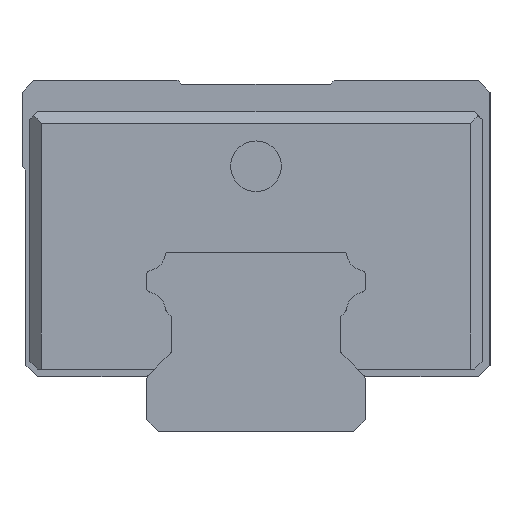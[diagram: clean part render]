
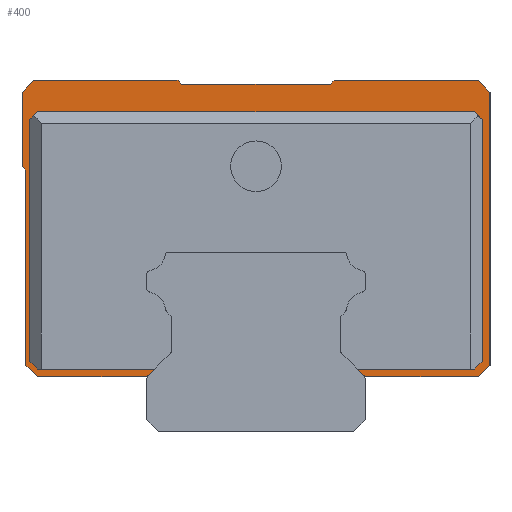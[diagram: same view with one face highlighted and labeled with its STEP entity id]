
A CAD part, left-side view. The second image highlights one B-rep face of the part: STEP entity #400.
In plain terms, the highlighted planar face has unit normal (-1, 0, 0).
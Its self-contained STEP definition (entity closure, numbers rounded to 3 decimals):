
#400=ADVANCED_FACE('',(#642),#556,.T.);
#556=PLANE('',#3141);
#642=FACE_OUTER_BOUND('',#770,.T.);
#770=EDGE_LOOP('',(#1101,#1102,#1103,#1104,#1105,#1106,#1107,#1108,#1109,
#1110,#1111,#1112,#1113,#1114,#1115,#1116,#1117,#1118,#1119,#1120,#1121,
#1122,#1123,#1124,#1125,#1126,#1127,#1128));
#963=CIRCLE('',#3139,0.7);
#964=CIRCLE('',#3140,0.7);
#1101=ORIENTED_EDGE('',*,*,#2339,.F.);
#1102=ORIENTED_EDGE('',*,*,#2340,.T.);
#1103=ORIENTED_EDGE('',*,*,#2341,.T.);
#1104=ORIENTED_EDGE('',*,*,#2342,.T.);
#1105=ORIENTED_EDGE('',*,*,#2343,.T.);
#1106=ORIENTED_EDGE('',*,*,#2344,.T.);
#1107=ORIENTED_EDGE('',*,*,#2345,.T.);
#1108=ORIENTED_EDGE('',*,*,#2346,.T.);
#1109=ORIENTED_EDGE('',*,*,#2347,.T.);
#1110=ORIENTED_EDGE('',*,*,#2348,.T.);
#1111=ORIENTED_EDGE('',*,*,#2349,.F.);
#1112=ORIENTED_EDGE('',*,*,#2350,.F.);
#1113=ORIENTED_EDGE('',*,*,#2351,.T.);
#1114=ORIENTED_EDGE('',*,*,#2352,.T.);
#1115=ORIENTED_EDGE('',*,*,#2353,.T.);
#1116=ORIENTED_EDGE('',*,*,#2354,.T.);
#1117=ORIENTED_EDGE('',*,*,#2355,.T.);
#1118=ORIENTED_EDGE('',*,*,#2356,.T.);
#1119=ORIENTED_EDGE('',*,*,#2357,.T.);
#1120=ORIENTED_EDGE('',*,*,#2358,.T.);
#1121=ORIENTED_EDGE('',*,*,#2359,.T.);
#1122=ORIENTED_EDGE('',*,*,#2360,.T.);
#1123=ORIENTED_EDGE('',*,*,#2361,.T.);
#1124=ORIENTED_EDGE('',*,*,#2362,.T.);
#1125=ORIENTED_EDGE('',*,*,#2363,.T.);
#1126=ORIENTED_EDGE('',*,*,#2364,.T.);
#1127=ORIENTED_EDGE('',*,*,#2365,.T.);
#1128=ORIENTED_EDGE('',*,*,#2366,.F.);
#2009=VERTEX_POINT('',#4152);
#2010=VERTEX_POINT('',#4153);
#2011=VERTEX_POINT('',#4155);
#2012=VERTEX_POINT('',#4157);
#2013=VERTEX_POINT('',#4159);
#2014=VERTEX_POINT('',#4161);
#2015=VERTEX_POINT('',#4163);
#2016=VERTEX_POINT('',#4165);
#2017=VERTEX_POINT('',#4167);
#2018=VERTEX_POINT('',#4169);
#2019=VERTEX_POINT('',#4171);
#2020=VERTEX_POINT('',#4173);
#2021=VERTEX_POINT('',#4175);
#2022=VERTEX_POINT('',#4177);
#2023=VERTEX_POINT('',#4179);
#2024=VERTEX_POINT('',#4181);
#2025=VERTEX_POINT('',#4183);
#2026=VERTEX_POINT('',#4185);
#2027=VERTEX_POINT('',#4187);
#2028=VERTEX_POINT('',#4189);
#2029=VERTEX_POINT('',#4191);
#2030=VERTEX_POINT('',#4193);
#2031=VERTEX_POINT('',#4195);
#2032=VERTEX_POINT('',#4197);
#2033=VERTEX_POINT('',#4199);
#2034=VERTEX_POINT('',#4201);
#2035=VERTEX_POINT('',#4203);
#2036=VERTEX_POINT('',#4205);
#2339=EDGE_CURVE('',#2009,#2010,#2799,.T.);
#2340=EDGE_CURVE('',#2009,#2011,#2800,.T.);
#2341=EDGE_CURVE('',#2011,#2012,#2801,.T.);
#2342=EDGE_CURVE('',#2012,#2013,#2802,.T.);
#2343=EDGE_CURVE('',#2013,#2014,#2803,.T.);
#2344=EDGE_CURVE('',#2014,#2015,#2804,.T.);
#2345=EDGE_CURVE('',#2015,#2016,#2805,.T.);
#2346=EDGE_CURVE('',#2016,#2017,#2806,.T.);
#2347=EDGE_CURVE('',#2017,#2018,#2807,.T.);
#2348=EDGE_CURVE('',#2018,#2019,#2808,.T.);
#2349=EDGE_CURVE('',#2020,#2019,#2809,.T.);
#2350=EDGE_CURVE('',#2021,#2020,#963,.T.);
#2351=EDGE_CURVE('',#2021,#2022,#2810,.T.);
#2352=EDGE_CURVE('',#2022,#2023,#2811,.T.);
#2353=EDGE_CURVE('',#2023,#2024,#2812,.T.);
#2354=EDGE_CURVE('',#2024,#2025,#2813,.T.);
#2355=EDGE_CURVE('',#2025,#2026,#2814,.T.);
#2356=EDGE_CURVE('',#2026,#2027,#2815,.T.);
#2357=EDGE_CURVE('',#2027,#2028,#2816,.T.);
#2358=EDGE_CURVE('',#2028,#2029,#2817,.T.);
#2359=EDGE_CURVE('',#2029,#2030,#2818,.T.);
#2360=EDGE_CURVE('',#2030,#2031,#2819,.T.);
#2361=EDGE_CURVE('',#2031,#2032,#2820,.T.);
#2362=EDGE_CURVE('',#2032,#2033,#2821,.T.);
#2363=EDGE_CURVE('',#2033,#2034,#2822,.T.);
#2364=EDGE_CURVE('',#2034,#2035,#2823,.T.);
#2365=EDGE_CURVE('',#2035,#2036,#2824,.T.);
#2366=EDGE_CURVE('',#2010,#2036,#964,.T.);
#2799=LINE('',#4151,#2982);
#2800=LINE('',#4154,#2983);
#2801=LINE('',#4156,#2984);
#2802=LINE('',#4158,#2985);
#2803=LINE('',#4160,#2986);
#2804=LINE('',#4162,#2987);
#2805=LINE('',#4164,#2988);
#2806=LINE('',#4166,#2989);
#2807=LINE('',#4168,#2990);
#2808=LINE('',#4170,#2991);
#2809=LINE('',#4172,#2992);
#2810=LINE('',#4176,#2993);
#2811=LINE('',#4178,#2994);
#2812=LINE('',#4180,#2995);
#2813=LINE('',#4182,#2996);
#2814=LINE('',#4184,#2997);
#2815=LINE('',#4186,#2998);
#2816=LINE('',#4188,#2999);
#2817=LINE('',#4190,#3000);
#2818=LINE('',#4192,#3001);
#2819=LINE('',#4194,#3002);
#2820=LINE('',#4196,#3003);
#2821=LINE('',#4198,#3004);
#2822=LINE('',#4200,#3005);
#2823=LINE('',#4202,#3006);
#2824=LINE('',#4204,#3007);
#2982=VECTOR('',#3430,1.);
#2983=VECTOR('',#3431,1.);
#2984=VECTOR('',#3432,1.);
#2985=VECTOR('',#3433,1.);
#2986=VECTOR('',#3434,1.);
#2987=VECTOR('',#3435,1.);
#2988=VECTOR('',#3436,1.);
#2989=VECTOR('',#3437,1.);
#2990=VECTOR('',#3438,1.);
#2991=VECTOR('',#3439,1.);
#2992=VECTOR('',#3440,1.);
#2993=VECTOR('',#3443,1.);
#2994=VECTOR('',#3444,1.);
#2995=VECTOR('',#3445,1.);
#2996=VECTOR('',#3446,1.);
#2997=VECTOR('',#3447,1.);
#2998=VECTOR('',#3448,1.);
#2999=VECTOR('',#3449,1.);
#3000=VECTOR('',#3450,1.);
#3001=VECTOR('',#3451,1.);
#3002=VECTOR('',#3452,1.);
#3003=VECTOR('',#3453,1.);
#3004=VECTOR('',#3454,1.);
#3005=VECTOR('',#3455,1.);
#3006=VECTOR('',#3456,1.);
#3007=VECTOR('',#3457,1.);
#3139=AXIS2_PLACEMENT_3D('',#4174,#3441,#3442);
#3140=AXIS2_PLACEMENT_3D('',#4206,#3458,#3459);
#3141=AXIS2_PLACEMENT_3D('',#4207,#3460,#3461);
#3430=DIRECTION('',(0.,0.707,-0.707));
#3431=DIRECTION('',(0.,1.,0.));
#3432=DIRECTION('',(0.,0.707,0.707));
#3433=DIRECTION('',(0.,0.,1.));
#3434=DIRECTION('',(0.,-0.707,0.707));
#3435=DIRECTION('',(0.,-1.,0.));
#3436=DIRECTION('',(0.,-0.707,-0.707));
#3437=DIRECTION('',(0.,0.,-1.));
#3438=DIRECTION('',(0.,0.707,-0.707));
#3439=DIRECTION('',(0.,1.,0.));
#3440=DIRECTION('',(0.,0.707,0.707));
#3441=DIRECTION('',(-1.,0.,0.));
#3442=DIRECTION('',(0.,0.,1.));
#3443=DIRECTION('',(0.,-1.,0.));
#3444=DIRECTION('',(0.,-0.707,0.707));
#3445=DIRECTION('',(0.,0.,1.));
#3446=DIRECTION('',(0.,0.707,0.707));
#3447=DIRECTION('',(0.,1.,0.));
#3448=DIRECTION('',(0.,0.707,-0.707));
#3449=DIRECTION('',(0.,1.,0.));
#3450=DIRECTION('',(0.,0.707,0.707));
#3451=DIRECTION('',(0.,1.,0.));
#3452=DIRECTION('',(0.,0.707,-0.707));
#3453=DIRECTION('',(0.,0.,-1.));
#3454=DIRECTION('',(0.,-0.707,-0.707));
#3455=DIRECTION('',(0.,0.,-1.));
#3456=DIRECTION('',(0.,-0.707,-0.707));
#3457=DIRECTION('',(0.,-1.,0.));
#3458=DIRECTION('',(-1.,0.,0.));
#3459=DIRECTION('',(0.,0.,1.));
#3460=DIRECTION('',(-1.,0.,0.));
#3461=DIRECTION('',(0.,0.,1.));
#4151=CARTESIAN_POINT('',(366.838,-1010.787,9.62));
#4152=CARTESIAN_POINT('',(366.838,-1009.167,8.));
#4153=CARTESIAN_POINT('',(366.838,-1008.372,7.205));
#4154=CARTESIAN_POINT('',(366.838,-1050.167,8.));
#4155=CARTESIAN_POINT('',(366.838,-994.167,8.));
#4156=CARTESIAN_POINT('',(366.838,-994.167,8.));
#4157=CARTESIAN_POINT('',(366.838,-993.167,9.));
#4158=CARTESIAN_POINT('',(366.838,-993.167,9.));
#4159=CARTESIAN_POINT('',(366.838,-993.167,40.));
#4160=CARTESIAN_POINT('',(366.838,-993.167,40.));
#4161=CARTESIAN_POINT('',(366.838,-994.167,41.));
#4162=CARTESIAN_POINT('',(366.838,-994.167,41.));
#4163=CARTESIAN_POINT('',(366.838,-1050.167,41.));
#4164=CARTESIAN_POINT('',(366.838,-1050.167,41.));
#4165=CARTESIAN_POINT('',(366.838,-1051.167,40.));
#4166=CARTESIAN_POINT('',(366.838,-1051.167,40.));
#4167=CARTESIAN_POINT('',(366.838,-1051.167,9.));
#4168=CARTESIAN_POINT('',(366.838,-1051.167,9.));
#4169=CARTESIAN_POINT('',(366.838,-1050.167,8.));
#4170=CARTESIAN_POINT('',(366.838,-1050.167,8.));
#4171=CARTESIAN_POINT('',(366.838,-1035.167,8.));
#4172=CARTESIAN_POINT('',(366.838,-1018.747,24.42));
#4173=CARTESIAN_POINT('',(366.838,-1035.962,7.205));
#4174=CARTESIAN_POINT('',(366.838,-1035.467,6.71));
#4175=CARTESIAN_POINT('',(366.838,-1036.104,7.));
#4176=CARTESIAN_POINT('',(366.838,-1040.197,7.));
#4177=CARTESIAN_POINT('',(366.838,-1050.667,7.));
#4178=CARTESIAN_POINT('',(366.838,-1050.667,7.));
#4179=CARTESIAN_POINT('',(366.838,-1052.167,8.5));
#4180=CARTESIAN_POINT('',(366.838,-1052.167,8.5));
#4181=CARTESIAN_POINT('',(366.838,-1052.167,43.5));
#4182=CARTESIAN_POINT('',(366.838,-1052.167,43.5));
#4183=CARTESIAN_POINT('',(366.838,-1050.667,45.));
#4184=CARTESIAN_POINT('',(366.838,-1050.167,45.));
#4185=CARTESIAN_POINT('',(366.838,-1032.167,45.));
#4186=CARTESIAN_POINT('',(366.838,-1032.167,45.));
#4187=CARTESIAN_POINT('',(366.838,-1031.667,44.5));
#4188=CARTESIAN_POINT('',(366.838,-1031.667,44.5));
#4189=CARTESIAN_POINT('',(366.838,-1012.667,44.5));
#4190=CARTESIAN_POINT('',(366.838,-1012.667,44.5));
#4191=CARTESIAN_POINT('',(366.838,-1012.167,45.));
#4192=CARTESIAN_POINT('',(366.838,-1012.167,45.));
#4193=CARTESIAN_POINT('',(366.838,-993.667,45.));
#4194=CARTESIAN_POINT('',(366.838,-993.667,45.));
#4195=CARTESIAN_POINT('',(366.838,-992.167,43.5));
#4196=CARTESIAN_POINT('',(366.838,-992.167,40.5));
#4197=CARTESIAN_POINT('',(366.838,-992.167,34.));
#4198=CARTESIAN_POINT('',(366.838,-992.167,34.));
#4199=CARTESIAN_POINT('',(366.838,-992.667,33.5));
#4200=CARTESIAN_POINT('',(366.838,-992.667,33.5));
#4201=CARTESIAN_POINT('',(366.838,-992.667,8.5));
#4202=CARTESIAN_POINT('',(366.838,-992.667,8.5));
#4203=CARTESIAN_POINT('',(366.838,-994.167,7.));
#4204=CARTESIAN_POINT('',(366.838,-1040.197,7.));
#4205=CARTESIAN_POINT('',(366.838,-1008.23,7.));
#4206=CARTESIAN_POINT('',(366.838,-1008.867,6.71));
#4207=CARTESIAN_POINT('',(366.838,-1007.367,13.04));
